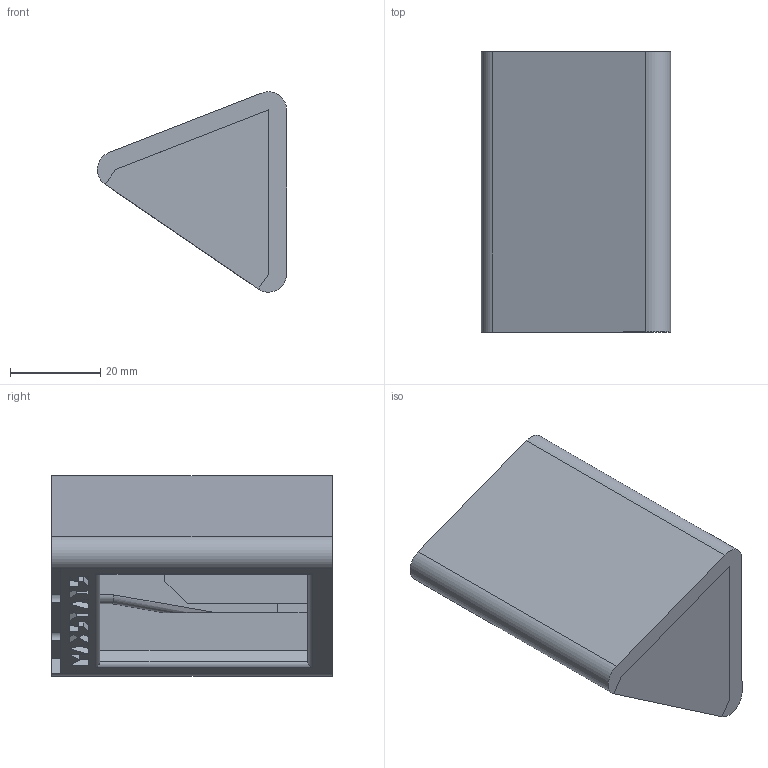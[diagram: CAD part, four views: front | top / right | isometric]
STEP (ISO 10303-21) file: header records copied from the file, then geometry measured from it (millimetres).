
FILE_DESCRIPTION(/* description */ (''),/* implementation_level */ '2;1');
FILE_NAME(/* name */ 'MaxStats.stp',/* time_stamp */ '2020-10-28T16:19:11-04:00',/* author */ ('Apex'),/* organization */ (''),/* preprocessor_version */ 'ST-DEVELOPER v18.1',/* originating_system */ 'Autodesk Inventor 2021',/* authorisation */ '');
FILE_SCHEMA (('AUTOMOTIVE_DESIGN { 1 0 10303 214 3 1 1 }'));
Length unit declared in the file: millimetre
Products named in the file (3): Assembly1; housing; testscreen
Assembly tree (2 placements, depth 2):
  Assembly1
    housing
    testscreen
Bounding box: 41.85 x 62 x 44.32 mm (x, y, z)
Volume: 28835.4 mm3; surface area: 18694.9 mm2
Topology: 2 solids, 2 shells, 153 faces, 387 edges, 253 vertices
Faces by surface type: plane 131, cylinder 22
Full cylindrical faces by diameter (mm): 2 x3
Entity records: 4598 total; most frequent: CARTESIAN_POINT 791, ORIENTED_EDGE 760, DIRECTION 733, EDGE_CURVE 380, LINE 343, VECTOR 343, VERTEX_POINT 235, AXIS2_PLACEMENT_3D 195
